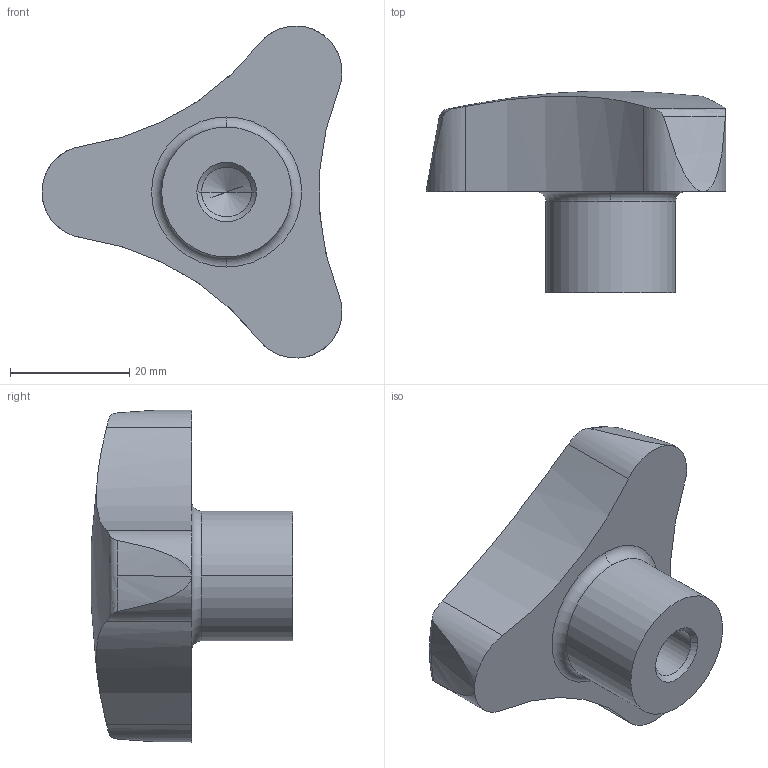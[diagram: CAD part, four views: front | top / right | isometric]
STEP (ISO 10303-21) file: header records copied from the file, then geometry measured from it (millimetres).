
FILE_DESCRIPTION( ( '' ), '1' );
FILE_NAME( 'K0183.26210.stp', '2012-11-01T09:31:01', ( '' ), ( '' ), ' ', ' ', ' ' );
FILE_SCHEMA( ( 'CONFIG_CONTROL_DESIGN' ) );
Length unit declared in the file: millimetre
Products named in the file (1): 1
Bounding box: 50.37 x 33.87 x 55.75 mm (x, y, z)
Volume: 29389 mm3; surface area: 6990.9 mm2
Topology: 1 solids, 1 shells, 29 faces, 71 edges, 44 vertices
Faces by surface type: cylinder 13, cone 8, torus 5, plane 2, sphere 1
Entity records: 1111 total; most frequent: CARTESIAN_POINT 404, DIRECTION 141, ORIENTED_EDGE 138, EDGE_CURVE 69, AXIS2_PLACEMENT_3D 63, VERTEX_POINT 44, CIRCLE 33, EDGE_LOOP 31
